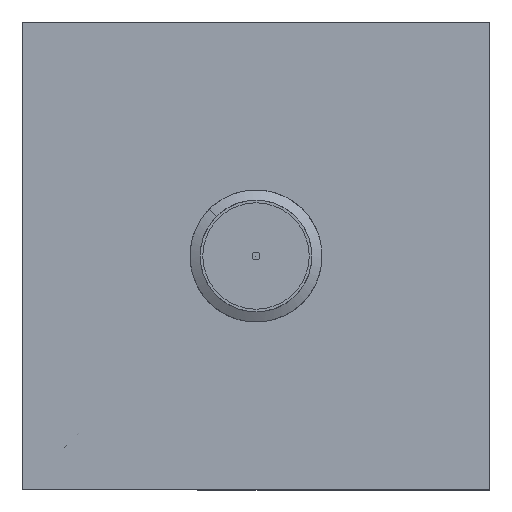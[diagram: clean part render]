
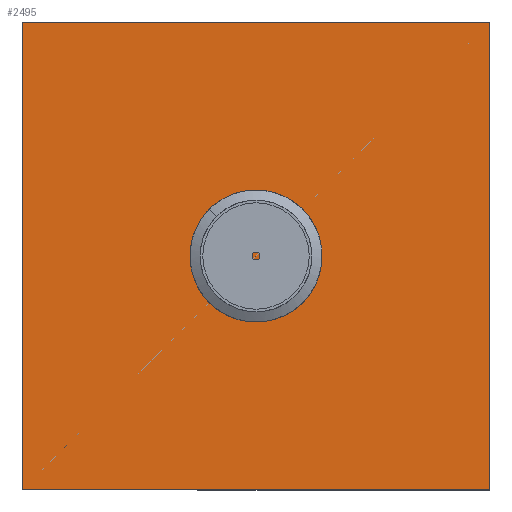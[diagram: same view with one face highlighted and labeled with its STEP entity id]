
A CAD part, left-side view. The second image highlights one B-rep face of the part: STEP entity #2495.
In plain terms, the highlighted planar face has unit normal (-1, 0, 0).
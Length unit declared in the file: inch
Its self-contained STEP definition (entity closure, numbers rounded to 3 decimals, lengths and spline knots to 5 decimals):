
#22 = VECTOR ( 'NONE', #2188, 39.37008 ) ;
#204 = ORIENTED_EDGE ( 'NONE', *, *, #7588, .T. ) ;
#733 = CARTESIAN_POINT ( 'NONE',  ( -1.04566, 0.08856, 0.58823 ) ) ;
#920 = VERTEX_POINT ( 'NONE', #959 ) ;
#940 = VERTEX_POINT ( 'NONE', #6166 ) ;
#959 = CARTESIAN_POINT ( 'NONE',  ( -1.04566, -0.79144, -0.29177 ) ) ;
#1307 = LINE ( 'NONE', #5081, #22 ) ;
#1317 = DIRECTION ( 'NONE',  ( 0., 0., 1. ) ) ;
#1358 = VECTOR ( 'NONE', #6857, 39.37008 ) ;
#1535 = LINE ( 'NONE', #7518, #1358 ) ;
#2081 = EDGE_CURVE ( 'NONE', #920, #5528, #1535, .T. ) ;
#2188 = DIRECTION ( 'NONE',  ( 0., -1., 0. ) ) ;
#2307 = VECTOR ( 'NONE', #1317, 39.37008 ) ;
#2495 = ADVANCED_FACE ( 'NONE', ( #4978 ), #5671, .F. ) ;
#3864 = LINE ( 'NONE', #733, #2307 ) ;
#4238 = CARTESIAN_POINT ( 'NONE',  ( -1.04566, -0.79144, 0.58823 ) ) ;
#4256 = VECTOR ( 'NONE', #4780, 39.37008 ) ;
#4430 = EDGE_CURVE ( 'NONE', #940, #4524, #3864, .T. ) ;
#4524 = VERTEX_POINT ( 'NONE', #5466 ) ;
#4530 = ORIENTED_EDGE ( 'NONE', *, *, #2081, .T. ) ;
#4780 = DIRECTION ( 'NONE',  ( 0., -1., 0. ) ) ;
#4978 = FACE_OUTER_BOUND ( 'NONE', #7422, .T. ) ;
#5076 = DIRECTION ( 'NONE',  ( 1., 0., 0. ) ) ;
#5081 = CARTESIAN_POINT ( 'NONE',  ( -1.04566, 0.08856, 0.58823 ) ) ;
#5356 = CARTESIAN_POINT ( 'NONE',  ( -1.04566, 0.08856, -0.29177 ) ) ;
#5466 = CARTESIAN_POINT ( 'NONE',  ( -1.04566, 0.08856, 0.58823 ) ) ;
#5528 = VERTEX_POINT ( 'NONE', #4238 ) ;
#5531 = ORIENTED_EDGE ( 'NONE', *, *, #7293, .F. ) ;
#5671 = PLANE ( 'NONE',  #6411 ) ;
#6166 = CARTESIAN_POINT ( 'NONE',  ( -1.04566, 0.08856, -0.29177 ) ) ;
#6197 = DIRECTION ( 'NONE',  ( 0., 0., -1. ) ) ;
#6411 = AXIS2_PLACEMENT_3D ( 'NONE', #6780, #5076, #6197 ) ;
#6780 = CARTESIAN_POINT ( 'NONE',  ( -1.04566, 0.08856, 0.58823 ) ) ;
#6857 = DIRECTION ( 'NONE',  ( 0., 0., 1. ) ) ;
#7035 = LINE ( 'NONE', #5356, #4256 ) ;
#7293 = EDGE_CURVE ( 'NONE', #4524, #5528, #1307, .T. ) ;
#7422 = EDGE_LOOP ( 'NONE', ( #4530, #5531, #7431, #204 ) ) ;
#7431 = ORIENTED_EDGE ( 'NONE', *, *, #4430, .F. ) ;
#7518 = CARTESIAN_POINT ( 'NONE',  ( -1.04566, -0.79144, 0.58823 ) ) ;
#7588 = EDGE_CURVE ( 'NONE', #940, #920, #7035, .T. ) ;
